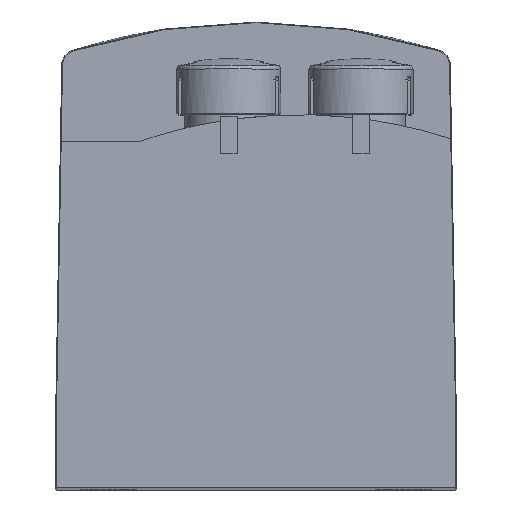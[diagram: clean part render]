
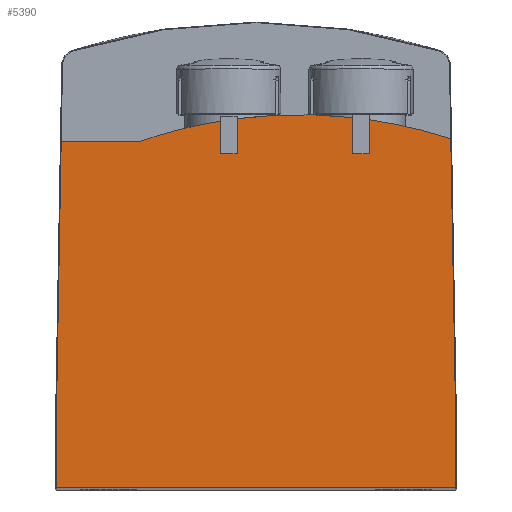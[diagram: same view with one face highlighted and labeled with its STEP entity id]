
A CAD part, top view. The second image highlights one B-rep face of the part: STEP entity #5390.
In plain terms, the highlighted planar face has unit normal (0, 0, 1).
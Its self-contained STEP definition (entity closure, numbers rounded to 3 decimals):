
#112=PLANE('',#5632);
#283=LINE('',#7204,#651);
#298=LINE('',#7289,#666);
#299=LINE('',#7291,#667);
#300=LINE('',#7292,#668);
#301=LINE('',#7294,#669);
#302=LINE('',#7296,#670);
#303=LINE('',#7298,#671);
#304=LINE('',#7301,#672);
#305=LINE('',#7303,#673);
#306=LINE('',#7305,#674);
#307=LINE('',#7306,#675);
#308=LINE('',#7308,#676);
#651=VECTOR('',#6050,1000.);
#666=VECTOR('',#6077,1000.);
#667=VECTOR('',#6078,1000.);
#668=VECTOR('',#6079,1000.);
#669=VECTOR('',#6080,1000.);
#670=VECTOR('',#6081,1000.);
#671=VECTOR('',#6082,1000.);
#672=VECTOR('',#6085,1000.);
#673=VECTOR('',#6086,1000.);
#674=VECTOR('',#6087,1000.);
#675=VECTOR('',#6088,1000.);
#676=VECTOR('',#6089,1000.);
#1051=ORIENTED_EDGE('',*,*,#2210,.F.);
#1052=ORIENTED_EDGE('',*,*,#2209,.T.);
#1053=ORIENTED_EDGE('',*,*,#2211,.T.);
#1054=ORIENTED_EDGE('',*,*,#2187,.T.);
#1055=ORIENTED_EDGE('',*,*,#2212,.T.);
#1056=ORIENTED_EDGE('',*,*,#2213,.T.);
#1057=ORIENTED_EDGE('',*,*,#2214,.T.);
#1058=ORIENTED_EDGE('',*,*,#2215,.T.);
#1059=ORIENTED_EDGE('',*,*,#2216,.T.);
#1060=ORIENTED_EDGE('',*,*,#2205,.T.);
#1061=ORIENTED_EDGE('',*,*,#2217,.F.);
#1062=ORIENTED_EDGE('',*,*,#2218,.F.);
#1063=ORIENTED_EDGE('',*,*,#2219,.F.);
#1064=ORIENTED_EDGE('',*,*,#2201,.T.);
#1065=ORIENTED_EDGE('',*,*,#2220,.F.);
#1066=ORIENTED_EDGE('',*,*,#2221,.F.);
#2187=EDGE_CURVE('',#2762,#2766,#283,.T.);
#2201=EDGE_CURVE('',#2781,#2780,#3127,.F.);
#2205=EDGE_CURVE('',#2785,#2784,#3128,.F.);
#2209=EDGE_CURVE('',#2778,#2788,#3130,.F.);
#2210=EDGE_CURVE('',#2778,#2789,#298,.T.);
#2211=EDGE_CURVE('',#2788,#2762,#299,.T.);
#2212=EDGE_CURVE('',#2766,#2790,#300,.T.);
#2213=EDGE_CURVE('',#2790,#2791,#301,.T.);
#2214=EDGE_CURVE('',#2791,#2792,#302,.T.);
#2215=EDGE_CURVE('',#2792,#2793,#303,.T.);
#2216=EDGE_CURVE('',#2793,#2785,#3131,.F.);
#2217=EDGE_CURVE('',#2794,#2784,#304,.T.);
#2218=EDGE_CURVE('',#2795,#2794,#305,.T.);
#2219=EDGE_CURVE('',#2781,#2795,#306,.T.);
#2220=EDGE_CURVE('',#2796,#2780,#307,.T.);
#2221=EDGE_CURVE('',#2789,#2796,#308,.T.);
#2762=VERTEX_POINT('',#7195);
#2766=VERTEX_POINT('',#7203);
#2778=VERTEX_POINT('',#7254);
#2780=VERTEX_POINT('',#7264);
#2781=VERTEX_POINT('',#7266);
#2784=VERTEX_POINT('',#7278);
#2785=VERTEX_POINT('',#7280);
#2788=VERTEX_POINT('',#7286);
#2789=VERTEX_POINT('',#7290);
#2790=VERTEX_POINT('',#7293);
#2791=VERTEX_POINT('',#7295);
#2792=VERTEX_POINT('',#7297);
#2793=VERTEX_POINT('',#7299);
#2794=VERTEX_POINT('',#7302);
#2795=VERTEX_POINT('',#7304);
#2796=VERTEX_POINT('',#7307);
#3127=CIRCLE('',#5628,63.);
#3128=CIRCLE('',#5629,63.);
#3130=CIRCLE('',#5631,63.);
#3131=CIRCLE('',#5633,0.2);
#3289=EDGE_LOOP('',(#1051,#1052,#1053,#1054,#1055,#1056,#1057,#1058,#1059,
#1060,#1061,#1062,#1063,#1064,#1065,#1066));
#3547=FACE_BOUND('',#3289,.T.);
#5390=ADVANCED_FACE('',(#3547),#112,.F.);
#5628=AXIS2_PLACEMENT_3D('',#7265,#6063,#6064);
#5629=AXIS2_PLACEMENT_3D('',#7279,#6067,#6068);
#5631=AXIS2_PLACEMENT_3D('',#7287,#6073,#6074);
#5632=AXIS2_PLACEMENT_3D('',#7288,#6075,#6076);
#5633=AXIS2_PLACEMENT_3D('',#7300,#6083,#6084);
#6050=DIRECTION('',(-0.017,-1.,0.));
#6063=DIRECTION('',(0.,0.,-1.));
#6064=DIRECTION('',(-1.,0.,0.));
#6067=DIRECTION('',(0.,0.,-1.));
#6068=DIRECTION('',(-1.,0.,0.));
#6073=DIRECTION('',(0.,0.,-1.));
#6074=DIRECTION('',(-1.,0.,0.));
#6075=DIRECTION('',(0.,0.,-1.));
#6076=DIRECTION('',(-1.,0.,0.));
#6077=DIRECTION('',(0.,-1.,0.));
#6078=DIRECTION('',(-1.,0.,0.));
#6079=DIRECTION('',(0.,-1.,0.));
#6080=DIRECTION('',(1.,0.,0.));
#6081=DIRECTION('',(0.,1.,0.));
#6082=DIRECTION('',(-0.017,1.,0.));
#6083=DIRECTION('',(0.,0.,-1.));
#6084=DIRECTION('',(-1.,0.,0.));
#6085=DIRECTION('',(0.,1.,0.));
#6086=DIRECTION('',(1.,0.,0.));
#6087=DIRECTION('',(0.,-1.,0.));
#6088=DIRECTION('',(0.,1.,0.));
#6089=DIRECTION('',(1.,0.,0.));
#7195=CARTESIAN_POINT('',(-25.062,44.57,100.9));
#7203=CARTESIAN_POINT('',(-25.7,8.,100.9));
#7204=CARTESIAN_POINT('',(-24.793,59.982,100.9));
#7254=CARTESIAN_POINT('',(-4.575,47.181,100.9));
#7264=CARTESIAN_POINT('',(-2.425,47.493,100.9));
#7265=CARTESIAN_POINT('',(5.55,-15.,100.9));
#7266=CARTESIAN_POINT('',(12.425,47.624,100.9));
#7278=CARTESIAN_POINT('',(14.575,47.35,100.9));
#7279=CARTESIAN_POINT('',(5.55,-15.,100.9));
#7280=CARTESIAN_POINT('',(24.94,44.942,100.9));
#7286=CARTESIAN_POINT('',(-14.954,44.57,100.9));
#7287=CARTESIAN_POINT('',(5.55,-15.,100.9));
#7288=CARTESIAN_POINT('',(-25.8,60.,100.9));
#7289=CARTESIAN_POINT('',(-4.575,60.,100.9));
#7290=CARTESIAN_POINT('',(-4.575,43.,100.9));
#7291=CARTESIAN_POINT('',(-25.8,44.57,100.9));
#7292=CARTESIAN_POINT('',(-25.7,60.,100.9));
#7293=CARTESIAN_POINT('',(-25.7,0.,100.9));
#7294=CARTESIAN_POINT('',(-25.8,0.,100.9));
#7295=CARTESIAN_POINT('',(25.7,0.,100.9));
#7296=CARTESIAN_POINT('',(25.7,60.,100.9));
#7297=CARTESIAN_POINT('',(25.7,8.,100.9));
#7298=CARTESIAN_POINT('',(24.777,60.883,100.9));
#7299=CARTESIAN_POINT('',(25.057,44.842,100.9));
#7300=CARTESIAN_POINT('',(24.878,44.752,100.9));
#7301=CARTESIAN_POINT('',(14.575,60.,100.9));
#7302=CARTESIAN_POINT('',(14.575,43.,100.9));
#7303=CARTESIAN_POINT('',(-25.8,43.,100.9));
#7304=CARTESIAN_POINT('',(12.425,43.,100.9));
#7305=CARTESIAN_POINT('',(12.425,60.,100.9));
#7306=CARTESIAN_POINT('',(-2.425,60.,100.9));
#7307=CARTESIAN_POINT('',(-2.425,43.,100.9));
#7308=CARTESIAN_POINT('',(-25.8,43.,100.9));
